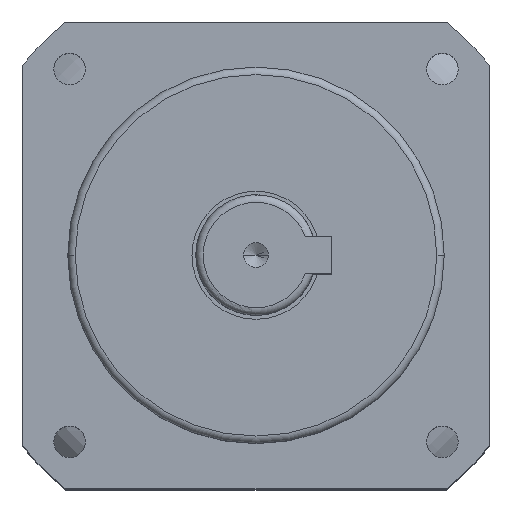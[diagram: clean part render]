
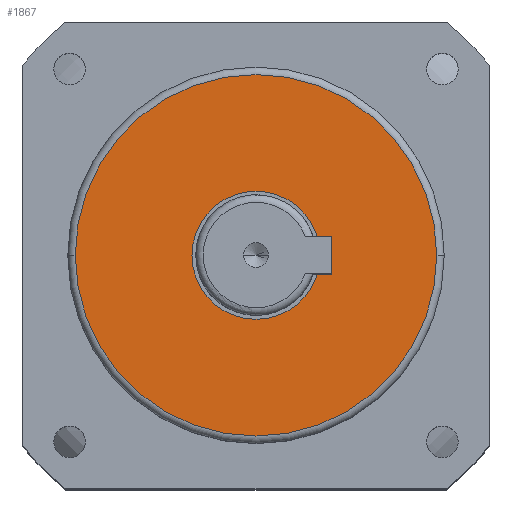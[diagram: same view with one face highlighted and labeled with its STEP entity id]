
A CAD part, top view. The second image highlights one B-rep face of the part: STEP entity #1867.
In plain terms, the highlighted planar face has unit normal (0, 0, 1).
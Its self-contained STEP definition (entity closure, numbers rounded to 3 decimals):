
#503 = FACE_BOUND ( 'NONE', #6053, .T. ) ;
#596 = CIRCLE ( 'NONE', #1506, 8.5 ) ;
#650 = CARTESIAN_POINT ( 'NONE',  ( 0., 0., -21. ) ) ;
#998 = CIRCLE ( 'NONE', #4917, 24. ) ;
#1081 = ORIENTED_EDGE ( 'NONE', *, *, #1310, .T. ) ;
#1152 = DIRECTION ( 'NONE',  ( 1., 0., 0. ) ) ;
#1289 = CARTESIAN_POINT ( 'NONE',  ( 0., 24., -21. ) ) ;
#1310 = EDGE_CURVE ( 'NONE', #2197, #4532, #1850, .T. ) ;
#1506 = AXIS2_PLACEMENT_3D ( 'NONE', #5832, #2822, #6322 ) ;
#1764 = CARTESIAN_POINT ( 'NONE',  ( 8.5, 0., -21. ) ) ;
#1850 = CIRCLE ( 'NONE', #5722, 24. ) ;
#1867 = ADVANCED_FACE ( 'NONE', ( #503, #3136 ), #3520, .F. ) ;
#2092 = DIRECTION ( 'NONE',  ( 0., 0., 1. ) ) ;
#2197 = VERTEX_POINT ( 'NONE', #2883 ) ;
#2352 = DIRECTION ( 'NONE',  ( -1., 0., 0. ) ) ;
#2790 = VERTEX_POINT ( 'NONE', #5471 ) ;
#2822 = DIRECTION ( 'NONE',  ( 0., 0., 1. ) ) ;
#2840 = AXIS2_PLACEMENT_3D ( 'NONE', #1289, #5023, #2352 ) ;
#2883 = CARTESIAN_POINT ( 'NONE',  ( -24., 0., -21. ) ) ;
#2973 = EDGE_CURVE ( 'NONE', #5853, #2790, #5486, .T. ) ;
#2986 = EDGE_LOOP ( 'NONE', ( #4447, #1081 ) ) ;
#3136 = FACE_OUTER_BOUND ( 'NONE', #2986, .T. ) ;
#3407 = DIRECTION ( 'NONE',  ( 0., 0., 1. ) ) ;
#3520 = PLANE ( 'NONE',  #2840 ) ;
#4139 = DIRECTION ( 'NONE',  ( 0., 0., 1. ) ) ;
#4160 = ORIENTED_EDGE ( 'NONE', *, *, #5912, .F. ) ;
#4227 = ORIENTED_EDGE ( 'NONE', *, *, #2973, .F. ) ;
#4447 = ORIENTED_EDGE ( 'NONE', *, *, #5360, .T. ) ;
#4475 = CARTESIAN_POINT ( 'NONE',  ( 0., 0., -21. ) ) ;
#4507 = DIRECTION ( 'NONE',  ( 1., 0., 0. ) ) ;
#4532 = VERTEX_POINT ( 'NONE', #5630 ) ;
#4917 = AXIS2_PLACEMENT_3D ( 'NONE', #650, #4139, #1152 ) ;
#5023 = DIRECTION ( 'NONE',  ( 0., 0., -1. ) ) ;
#5111 = CARTESIAN_POINT ( 'NONE',  ( 0., 0., -21. ) ) ;
#5242 = AXIS2_PLACEMENT_3D ( 'NONE', #5111, #2092, #5597 ) ;
#5360 = EDGE_CURVE ( 'NONE', #4532, #2197, #998, .T. ) ;
#5471 = CARTESIAN_POINT ( 'NONE',  ( -8.5, 0., -21. ) ) ;
#5486 = CIRCLE ( 'NONE', #5242, 8.5 ) ;
#5597 = DIRECTION ( 'NONE',  ( 1., 0., 0. ) ) ;
#5630 = CARTESIAN_POINT ( 'NONE',  ( 24., 0., -21. ) ) ;
#5722 = AXIS2_PLACEMENT_3D ( 'NONE', #4475, #3407, #4507 ) ;
#5832 = CARTESIAN_POINT ( 'NONE',  ( 0., 0., -21. ) ) ;
#5853 = VERTEX_POINT ( 'NONE', #1764 ) ;
#5912 = EDGE_CURVE ( 'NONE', #2790, #5853, #596, .T. ) ;
#6053 = EDGE_LOOP ( 'NONE', ( #4227, #4160 ) ) ;
#6322 = DIRECTION ( 'NONE',  ( 1., 0., 0. ) ) ;
